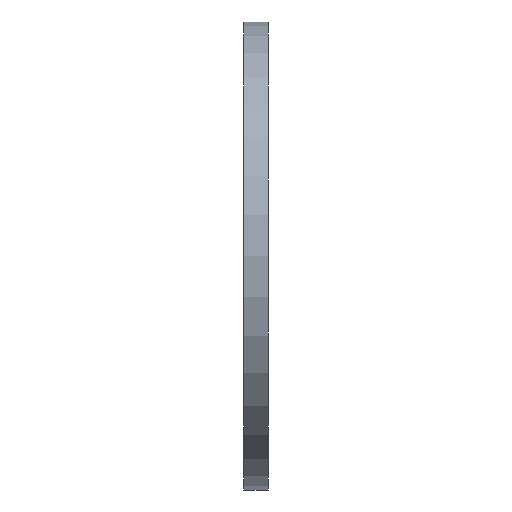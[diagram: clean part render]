
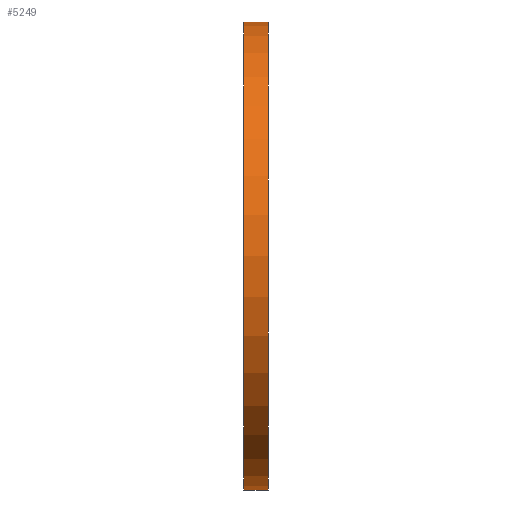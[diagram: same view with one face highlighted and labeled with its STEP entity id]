
A CAD part, left-side view. The second image highlights one B-rep face of the part: STEP entity #5249.
In plain terms, the highlighted cylindrical face has radius 75 mm (diameter 150 mm), a partial arc.
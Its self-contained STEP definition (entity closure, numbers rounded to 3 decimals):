
#430 = EDGE_CURVE ( 'NONE', #7561, #5505, #13176, .T. ) ;
#1166 = CARTESIAN_POINT ( 'NONE',  ( 0., 0., 75. ) ) ;
#1582 = EDGE_CURVE ( 'NONE', #5505, #6216, #5447, .T. ) ;
#1778 = ORIENTED_EDGE ( 'NONE', *, *, #1582, .F. ) ;
#1818 = DIRECTION ( 'NONE',  ( 0., -1., 0. ) ) ;
#1941 = VERTEX_POINT ( 'NONE', #4886 ) ;
#2557 = AXIS2_PLACEMENT_3D ( 'NONE', #12545, #7107, #7158 ) ;
#2962 = EDGE_CURVE ( 'NONE', #1941, #6216, #4607, .T. ) ;
#3860 = ORIENTED_EDGE ( 'NONE', *, *, #2962, .T. ) ;
#4286 = ORIENTED_EDGE ( 'NONE', *, *, #8983, .T. ) ;
#4443 = DIRECTION ( 'NONE',  ( 0., 0., -1. ) ) ;
#4607 = CIRCLE ( 'NONE', #9047, 75. ) ;
#4886 = CARTESIAN_POINT ( 'NONE',  ( 0., 0., -75. ) ) ;
#5249 = ADVANCED_FACE ( 'NONE', ( #8182 ), #9503, .T. ) ;
#5382 = DIRECTION ( 'NONE',  ( 0., -1., 0. ) ) ;
#5447 = LINE ( 'NONE', #10700, #12843 ) ;
#5505 = VERTEX_POINT ( 'NONE', #6309 ) ;
#6014 = ORIENTED_EDGE ( 'NONE', *, *, #430, .F. ) ;
#6216 = VERTEX_POINT ( 'NONE', #1166 ) ;
#6309 = CARTESIAN_POINT ( 'NONE',  ( 0., 8., 75. ) ) ;
#6625 = DIRECTION ( 'NONE',  ( 0., -1., 0. ) ) ;
#7107 = DIRECTION ( 'NONE',  ( 0., 1., 0. ) ) ;
#7158 = DIRECTION ( 'NONE',  ( 0., 0., 1. ) ) ;
#7159 = VECTOR ( 'NONE', #5382, 1000. ) ;
#7384 = CARTESIAN_POINT ( 'NONE',  ( 0., 8., -75. ) ) ;
#7561 = VERTEX_POINT ( 'NONE', #7384 ) ;
#8182 = FACE_OUTER_BOUND ( 'NONE', #9285, .T. ) ;
#8983 = EDGE_CURVE ( 'NONE', #7561, #1941, #11100, .T. ) ;
#9047 = AXIS2_PLACEMENT_3D ( 'NONE', #10507, #11662, #9438 ) ;
#9285 = EDGE_LOOP ( 'NONE', ( #1778, #6014, #4286, #3860 ) ) ;
#9438 = DIRECTION ( 'NONE',  ( 0., 0., 1. ) ) ;
#9503 = CYLINDRICAL_SURFACE ( 'NONE', #11559, 75. ) ;
#9649 = CARTESIAN_POINT ( 'NONE',  ( 0., 8., -75. ) ) ;
#10507 = CARTESIAN_POINT ( 'NONE',  ( 0., 0., 0. ) ) ;
#10599 = CARTESIAN_POINT ( 'NONE',  ( 0., 8., 0. ) ) ;
#10700 = CARTESIAN_POINT ( 'NONE',  ( 0., 8., 75. ) ) ;
#11100 = LINE ( 'NONE', #9649, #7159 ) ;
#11559 = AXIS2_PLACEMENT_3D ( 'NONE', #10599, #1818, #4443 ) ;
#11662 = DIRECTION ( 'NONE',  ( 0., 1., 0. ) ) ;
#12545 = CARTESIAN_POINT ( 'NONE',  ( 0., 8., 0. ) ) ;
#12843 = VECTOR ( 'NONE', #6625, 1000. ) ;
#13176 = CIRCLE ( 'NONE', #2557, 75. ) ;
